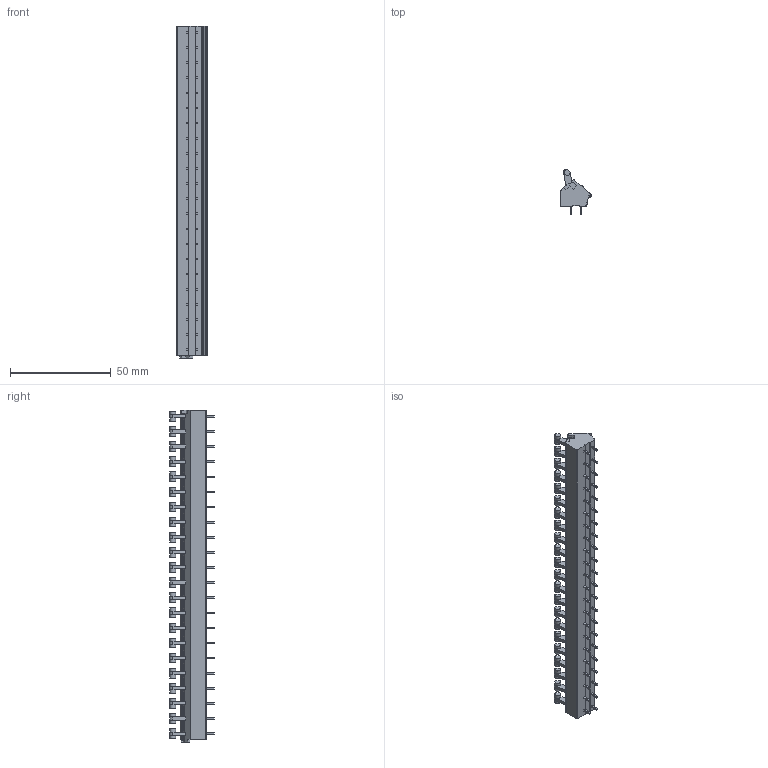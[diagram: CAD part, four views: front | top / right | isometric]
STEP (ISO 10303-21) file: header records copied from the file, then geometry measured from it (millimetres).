
FILE_DESCRIPTION((''),'2;1');
FILE_NAME('123','2024-10-15T10:36:21',('tluser'),(''),'CREO PARAMETRIC BY PTC INC, 2018100','CREO PARAMETRIC BY PTC INC, 2018100','');
FILE_SCHEMA(('CONFIG_CONTROL_DESIGN'));
Products named in the file (1): 123
Bounding box: 15 x 22.27 x 164.8 mm (x, y, z)
Volume: 22545.2 mm3; surface area: 12072.4 mm2
Topology: 1 solids, 1 shells, 1654 faces, 4120 edges, 2534 vertices
Faces by surface type: plane 737, cylinder 697, bspline 110, sphere 44, torus 44, cone 22
Entity records: 62220 total; most frequent: CARTESIAN_POINT 23356, ORIENTED_EDGE 8240, DIRECTION 7920, EDGE_CURVE 4120, AXIS2_PLACEMENT_3D 2674, VECTOR 2572, LINE 2572, VERTEX_POINT 2534
